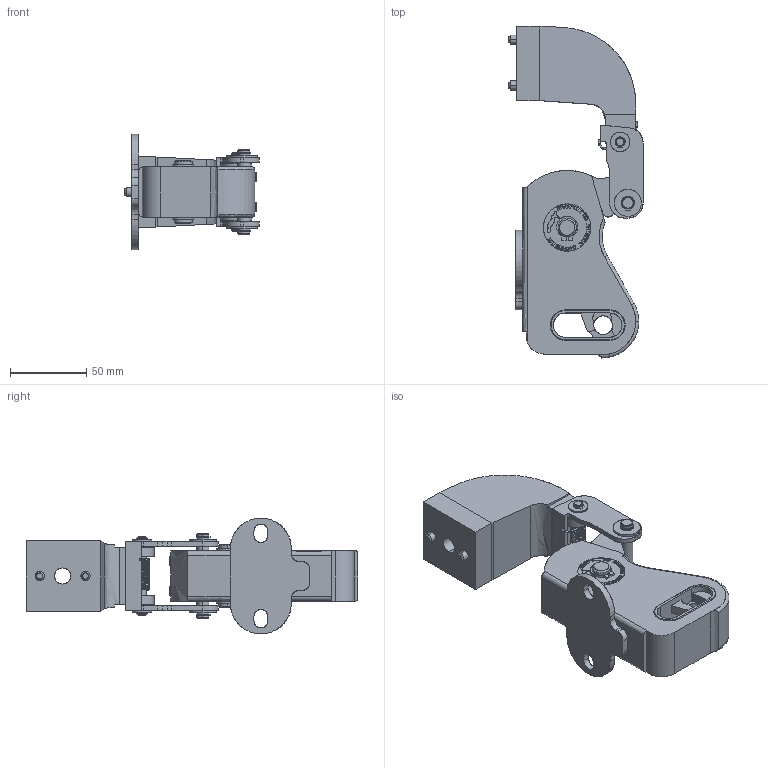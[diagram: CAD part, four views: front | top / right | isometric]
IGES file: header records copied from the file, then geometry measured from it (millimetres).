
Start section: SolidWorks IGES file using analytic representation for surfaces
Global section: file name: PCS-S23.IGS; native system: SolidWorks 2012; preprocessor: SolidWorks 2012; author: akiyoshi; date: 141027.165044; units: millimetre
Bounding box: 88 x 217.7 x 76 mm (x, y, z)
Surface area: 71769.8 mm2 (no closed solid volume)
Topology: 0 solids, 0 shells, 1272 faces, 14166 edges, 14165 vertices
Faces by surface type: bspline 1061, revolution 211
